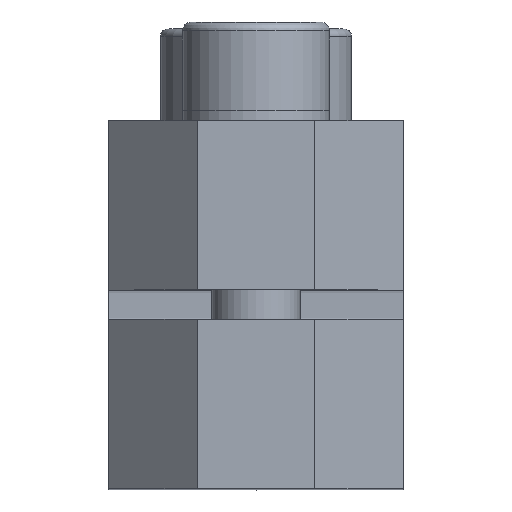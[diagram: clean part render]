
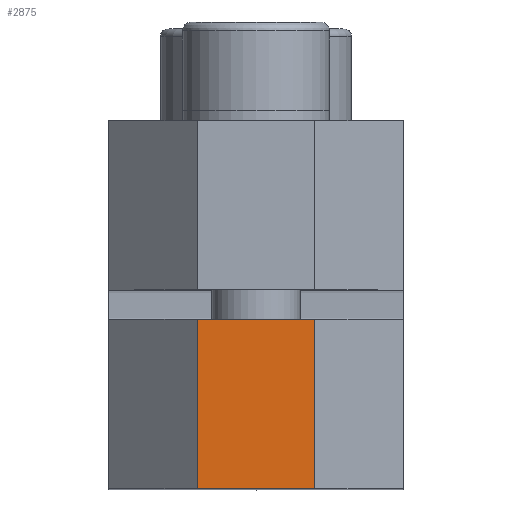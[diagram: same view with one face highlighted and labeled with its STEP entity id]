
A CAD part, top view. The second image highlights one B-rep face of the part: STEP entity #2875.
In plain terms, the highlighted face is planar.
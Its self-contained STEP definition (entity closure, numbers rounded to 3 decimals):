
#2663=CARTESIAN_POINT('',(-19.,-12.5,-4.));
#2664=VERTEX_POINT('',#2663);
#2671=CARTESIAN_POINT('',(-19.0,-1.,-4.));
#2672=VERTEX_POINT('',#2671);
#2673=CARTESIAN_POINT('',(-19.,-12.5,-4.));
#2674=DIRECTION('',(0.0,1.0,0.0));
#2675=VECTOR('',#2674,11.5);
#2676=LINE('',#2673,#2675);
#2677=EDGE_CURVE('',#2664,#2672,#2676,.T.);
#2695=CARTESIAN_POINT('',(-19.0,-1.,4.));
#2696=VERTEX_POINT('',#2695);
#2697=CARTESIAN_POINT('',(-19.0,-1.,4.));
#2698=DIRECTION('',(0.0,0.0,-1.0));
#2699=VECTOR('',#2698,8.);
#2700=LINE('',#2697,#2699);
#2701=EDGE_CURVE('',#2696,#2672,#2700,.T.);
#2728=CARTESIAN_POINT('',(-19.,-12.5,4.));
#2729=VERTEX_POINT('',#2728);
#2738=CARTESIAN_POINT('',(-19.0,-1.,4.));
#2739=DIRECTION('',(0.0,-1.0,0.0));
#2740=VECTOR('',#2739,11.5);
#2741=LINE('',#2738,#2740);
#2742=EDGE_CURVE('',#2696,#2729,#2741,.T.);
#2859=CARTESIAN_POINT('',(-19.0,0.0,0.0));
#2860=DIRECTION('',(-1.0,0.0,0.0));
#2861=DIRECTION('',(0.0,0.0,1.0));
#2862=AXIS2_PLACEMENT_3D('',#2859,#2860,#2861);
#2863=PLANE('',#2862);
#2864=ORIENTED_EDGE('',*,*,#2677,.F.);
#2865=CARTESIAN_POINT('',(-19.,-12.5,4.));
#2866=DIRECTION('',(0.0,0.0,-1.0));
#2867=VECTOR('',#2866,8.);
#2868=LINE('',#2865,#2867);
#2869=EDGE_CURVE('',#2729,#2664,#2868,.T.);
#2870=ORIENTED_EDGE('',*,*,#2869,.F.);
#2871=ORIENTED_EDGE('',*,*,#2742,.F.);
#2872=ORIENTED_EDGE('',*,*,#2701,.T.);
#2873=EDGE_LOOP('',(#2864,#2870,#2871,#2872));
#2874=FACE_OUTER_BOUND('',#2873,.T.);
#2875=ADVANCED_FACE('',(#2874),#2863,.T.);
